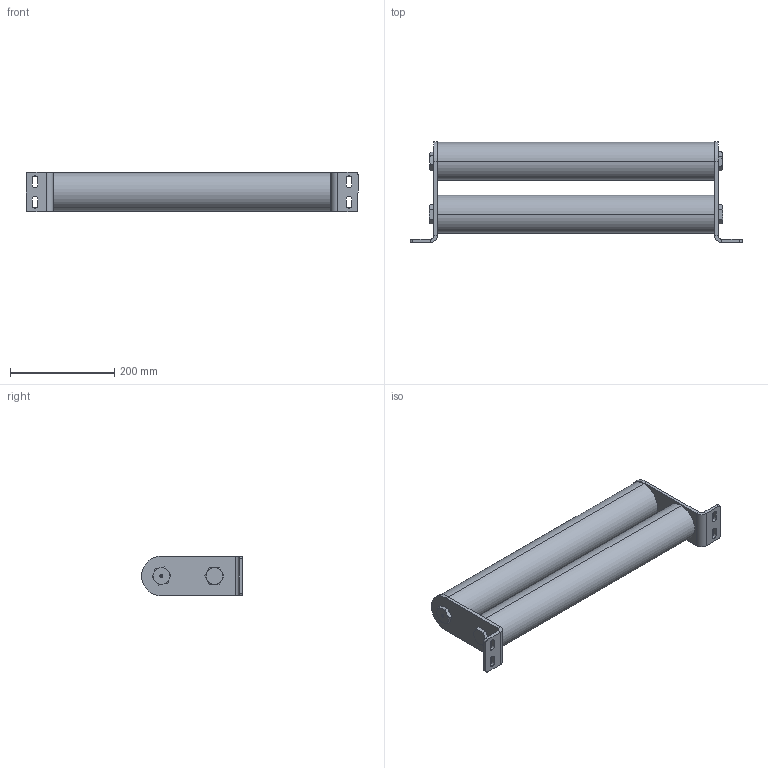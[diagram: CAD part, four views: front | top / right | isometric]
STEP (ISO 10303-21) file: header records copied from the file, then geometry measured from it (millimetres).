
FILE_DESCRIPTION (( 'STEP AP214' ), '1' );
FILE_NAME ('701122.STEP', '2024-06-14T13:32:52', ( '' ), ( '' ), 'SwSTEP 2.0', 'SolidWorks 2021', '' );
FILE_SCHEMA (( 'AUTOMOTIVE_DESIGN' ));
Length unit declared in the file: inch
Products named in the file (3): 9399_9399; 701122
Assembly tree (2 placements, depth 2):
  701122
    701122
    9399_9399
Bounding box: 637.54 x 193.8 x 76.2 mm (x, y, z)
Volume: 1003711.2 mm3; surface area: 563919.3 mm2
Topology: 11 solids, 11 shells, 249 faces, 546 edges, 323 vertices
Faces by surface type: plane 101, cylinder 88, cone 52, sphere 6, torus 2
Entity records: 10290 total; most frequent: CARTESIAN_POINT 1415, DIRECTION 1238, ORIENTED_EDGE 1076, EDGE_CURVE 538, AXIS2_PLACEMENT_3D 494, VERTEX_POINT 319, EDGE_LOOP 283, DIMENSIONAL_EXPONENTS 255
